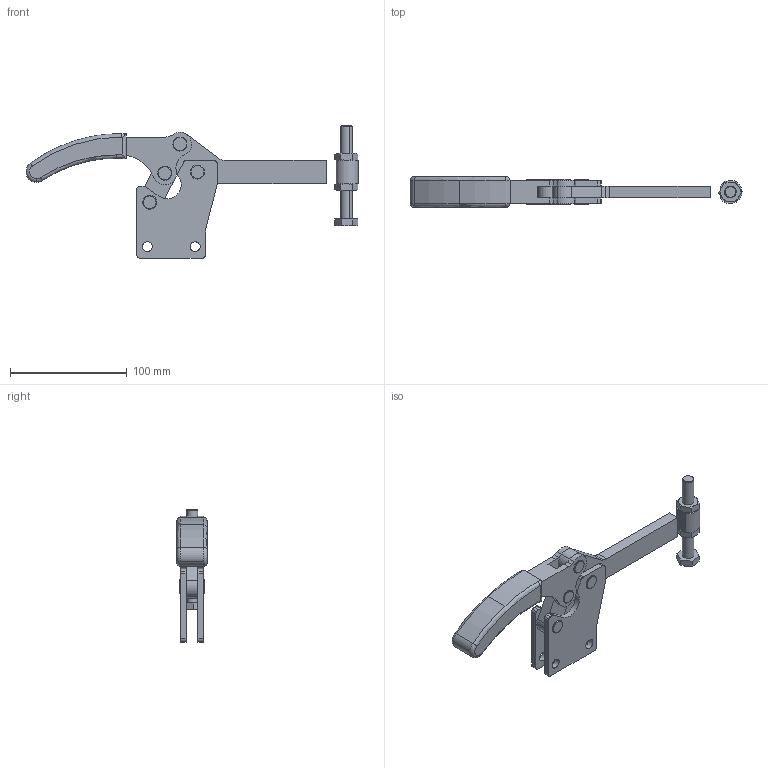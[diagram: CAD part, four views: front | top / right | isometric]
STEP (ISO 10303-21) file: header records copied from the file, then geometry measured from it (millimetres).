
FILE_DESCRIPTION((''),'2;1');
FILE_NAME('MH8.stp','2006-07-12T08:48:45',('Matthew'),(''),'Autodesk Inventor 8','Autodesk Inventor 8','');
FILE_SCHEMA(('AUTOMOTIVE_DESIGN { 1 0 10303 214 1 1 1 1 }'));
Length unit declared in the file: millimetre
Products named in the file (7): MH8; MH81; MH82; MH83; MH84; MH85; MH86
Assembly tree (6 placements, depth 2):
  MH8
    MH81
    MH82
    MH83
    MH84
    MH85
    MH86
Bounding box: 284.54 x 26 x 113.75 mm (x, y, z)
Volume: 161681.2 mm3; surface area: 56727.1 mm2
Topology: 6 solids, 6 shells, 247 faces, 620 edges, 400 vertices
Faces by surface type: cylinder 126, plane 81, cone 28, torus 12
Entity records: 7742 total; most frequent: CARTESIAN_POINT 1420, DIRECTION 1404, ORIENTED_EDGE 1240, EDGE_CURVE 620, AXIS2_PLACEMENT_3D 562, VERTEX_POINT 400, CIRCLE 302, EDGE_LOOP 286
